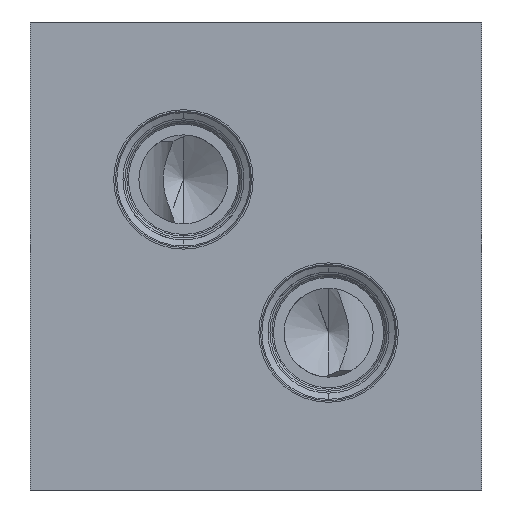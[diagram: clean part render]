
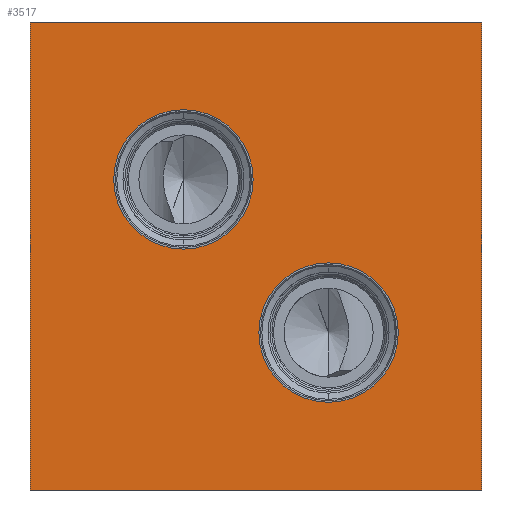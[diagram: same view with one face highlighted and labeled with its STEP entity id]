
A CAD part, front view. The second image highlights one B-rep face of the part: STEP entity #3517.
In plain terms, the highlighted planar face has unit normal (0, -1, 0).
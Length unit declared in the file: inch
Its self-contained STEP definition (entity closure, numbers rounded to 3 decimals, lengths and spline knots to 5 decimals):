
#5=DIRECTION('',(1.,0.,0.));
#6=VECTOR('',#5,3.5);
#7=CARTESIAN_POINT('',(0.,-3.5,0.));
#8=LINE('',#7,#6);
#95=DIRECTION('',(0.,0.,1.));
#96=VECTOR('',#95,3.625);
#97=CARTESIAN_POINT('',(3.5,-3.5,0.));
#98=LINE('',#97,#96);
#119=DIRECTION('',(0.,0.,1.));
#120=VECTOR('',#119,3.625);
#121=CARTESIAN_POINT('',(0.,-3.5,0.));
#122=LINE('',#121,#120);
#123=CARTESIAN_POINT('',(1.188,-3.5,2.406));
#124=DIRECTION('',(0.,1.,0.));
#125=DIRECTION('',(0.,0.,-1.));
#126=AXIS2_PLACEMENT_3D('',#123,#124,#125);
#128=CARTESIAN_POINT('',(1.188,-3.5,2.406));
#129=DIRECTION('',(0.,1.,0.));
#130=DIRECTION('',(0.,0.,1.));
#131=AXIS2_PLACEMENT_3D('',#128,#129,#130);
#133=CARTESIAN_POINT('',(2.312,-3.5,1.219));
#134=DIRECTION('',(0.,1.,0.));
#135=DIRECTION('',(0.,0.,-1.));
#136=AXIS2_PLACEMENT_3D('',#133,#134,#135);
#138=CARTESIAN_POINT('',(2.312,-3.5,1.219));
#139=DIRECTION('',(0.,1.,0.));
#140=DIRECTION('',(0.,0.,1.));
#141=AXIS2_PLACEMENT_3D('',#138,#139,#140);
#155=DIRECTION('',(1.,0.,0.));
#156=VECTOR('',#155,3.5);
#157=CARTESIAN_POINT('',(0.,-3.5,3.625));
#158=LINE('',#157,#156);
#2947=CARTESIAN_POINT('',(0.,-3.5,0.));
#2949=VERTEX_POINT('',#2947);
#2950=CARTESIAN_POINT('',(3.5,-3.5,0.));
#2951=VERTEX_POINT('',#2950);
#2955=CARTESIAN_POINT('',(0.,-3.5,3.625));
#2957=VERTEX_POINT('',#2955);
#2958=CARTESIAN_POINT('',(3.5,-3.5,3.625));
#2959=VERTEX_POINT('',#2958);
#3142=CARTESIAN_POINT('',(1.188,-3.5,1.866));
#3143=CARTESIAN_POINT('',(1.188,-3.5,2.946));
#3144=VERTEX_POINT('',#3142);
#3145=VERTEX_POINT('',#3143);
#3212=CARTESIAN_POINT('',(2.312,-3.5,0.679));
#3213=CARTESIAN_POINT('',(2.312,-3.5,1.759));
#3214=VERTEX_POINT('',#3212);
#3215=VERTEX_POINT('',#3213);
#3493=CARTESIAN_POINT('',(0.,-3.5,0.));
#3494=DIRECTION('',(0.,-1.,0.));
#3495=DIRECTION('',(1.,0.,0.));
#3496=AXIS2_PLACEMENT_3D('',#3493,#3494,#3495);
#3497=PLANE('',#3496);
#3498=ORIENTED_EDGE('',*,*,#3387,.F.);
#3499=ORIENTED_EDGE('',*,*,#3418,.T.);
#3501=ORIENTED_EDGE('',*,*,#3500,.T.);
#3502=ORIENTED_EDGE('',*,*,#3473,.F.);
#3503=EDGE_LOOP('',(#3498,#3499,#3501,#3502));
#3504=FACE_OUTER_BOUND('',#3503,.F.);
#3506=ORIENTED_EDGE('',*,*,#3505,.F.);
#3508=ORIENTED_EDGE('',*,*,#3507,.F.);
#3509=EDGE_LOOP('',(#3506,#3508));
#3510=FACE_BOUND('',#3509,.F.);
#3512=ORIENTED_EDGE('',*,*,#3511,.F.);
#3514=ORIENTED_EDGE('',*,*,#3513,.F.);
#3515=EDGE_LOOP('',(#3512,#3514));
#3516=FACE_BOUND('',#3515,.F.);
#3517=ADVANCED_FACE('',(#3504,#3510,#3516),#3497,.T.);
#127=CIRCLE('',#126,0.54);
#132=CIRCLE('',#131,0.54);
#137=CIRCLE('',#136,0.54);
#142=CIRCLE('',#141,0.54);
#3387=EDGE_CURVE('',#2949,#2951,#8,.T.);
#3418=EDGE_CURVE('',#2949,#2957,#122,.T.);
#3473=EDGE_CURVE('',#2951,#2959,#98,.T.);
#3500=EDGE_CURVE('',#2957,#2959,#158,.T.);
#3505=EDGE_CURVE('',#3144,#3145,#127,.T.);
#3507=EDGE_CURVE('',#3145,#3144,#132,.T.);
#3511=EDGE_CURVE('',#3214,#3215,#137,.T.);
#3513=EDGE_CURVE('',#3215,#3214,#142,.T.);
